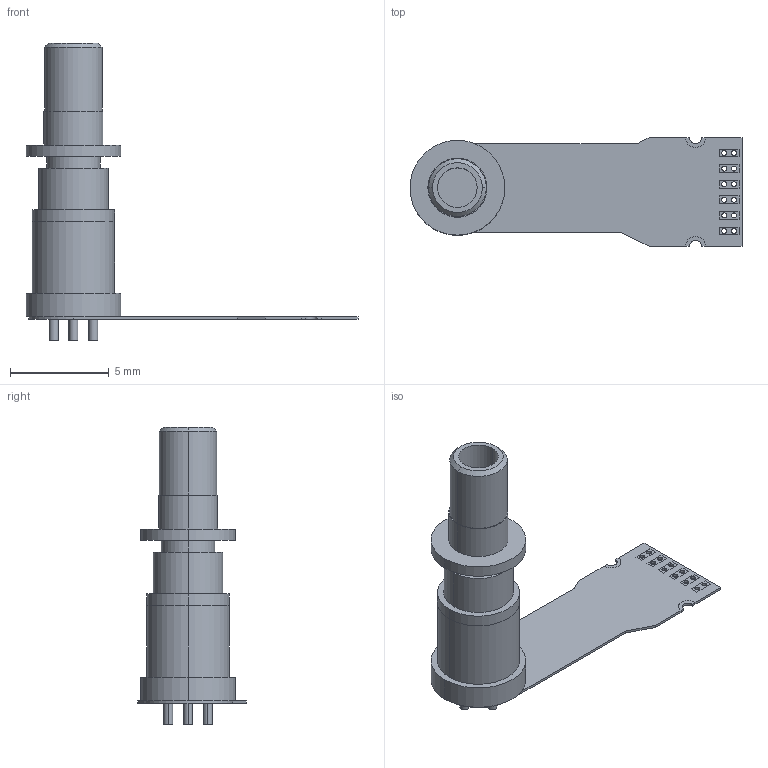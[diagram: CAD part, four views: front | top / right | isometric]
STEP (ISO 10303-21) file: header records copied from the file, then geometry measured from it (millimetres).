
FILE_DESCRIPTION((''),'2;1');
FILE_NAME('MITSUBISHI_FU-456RDF-9M2-A.stp','2013-01-31T10:17:29',(''),(''),'Mechanical Desktop 2011','Mechanical Desktop 2011',', , ');
FILE_SCHEMA(('AUTOMOTIVE_DESIGN { 1 2 10303 214 1 1 1 1 }'));
Length unit declared in the file: millimetre
Products named in the file (1): Product
Bounding box: 16.8 x 5.5 x 15.04 mm (x, y, z)
Volume: 146 mm3; surface area: 527.7 mm2
Topology: 20 solids, 20 shells, 162 faces, 358 edges, 238 vertices
Faces by surface type: bspline 110, cylinder 26, plane 24, cone 2
Entity records: 5004 total; most frequent: CARTESIAN_POINT 1523, ORIENTED_EDGE 716, DIRECTION 580, EDGE_CURVE 358, VECTOR 242, LINE 242, VERTEX_POINT 238, EDGE_LOOP 200
